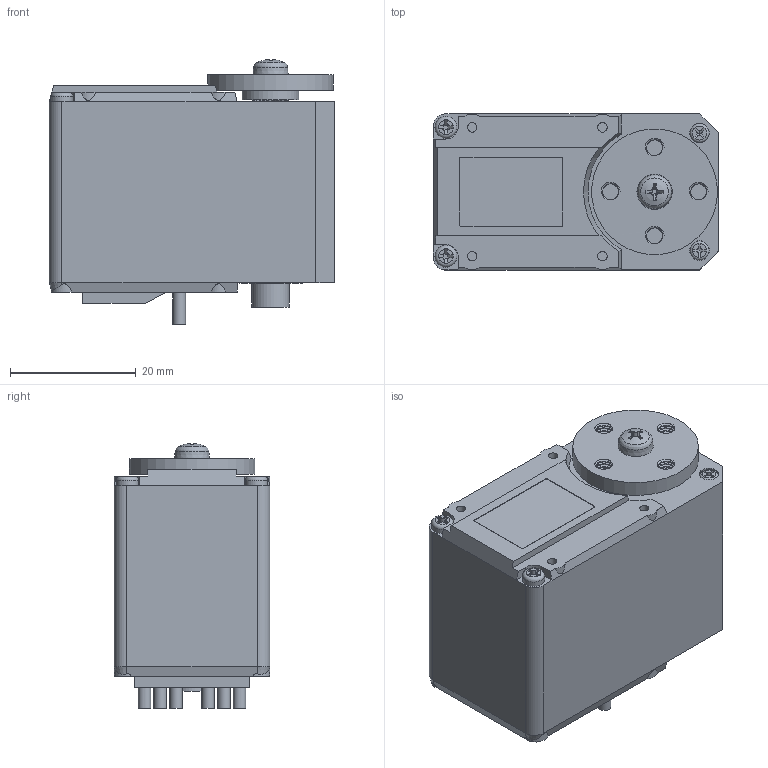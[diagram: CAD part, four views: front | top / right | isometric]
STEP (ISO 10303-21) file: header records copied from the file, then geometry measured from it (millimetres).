
FILE_DESCRIPTION(/* description */ (''),/* implementation_level */ '2;1');
FILE_NAME(/* name */ 'servo-motor_sts3215-v10 v1 v1.step',/* time_stamp */ '2025-12-22T15:34:06+01:00',/* author */ (''),/* organization */ (''),/* preprocessor_version */ 'ST-DEVELOPER v20.1',/* originating_system */ 'Autodesk Translation Framework v14.21.0.0',/* authorisation */ '');
FILE_SCHEMA (('AUTOMOTIVE_DESIGN { 1 0 10303 214 3 1 1 }'));
Products named in the file (1): STS3215_03a
Bounding box: 45.4 x 24.8 x 42.11 mm (x, y, z)
Volume: 35005.3 mm3; surface area: 9742.5 mm2
Topology: 1 solids, 5 shells, 705 faces, 1981 edges, 1315 vertices
Faces by surface type: plane 425, cylinder 229, cone 34, bspline 10, torus 6, sphere 1
Full cylindrical faces by diameter (mm): 1 x6, 1.5 x10, 2 x6, 2.5 x1, 2.529 x19, 2.927 x5, 3 x2, 3.086 x24, 3.1 x3, 3.5 x2, 6 x1, 9 x1, 10 x2, 20 x1
Entity records: 44366 total; most frequent: CARTESIAN_POINT 26231, ORIENTED_EDGE 3962, DIRECTION 3600, EDGE_CURVE 1981, VERTEX_POINT 1315, LINE 1202, VECTOR 1202, AXIS2_PLACEMENT_3D 1199
